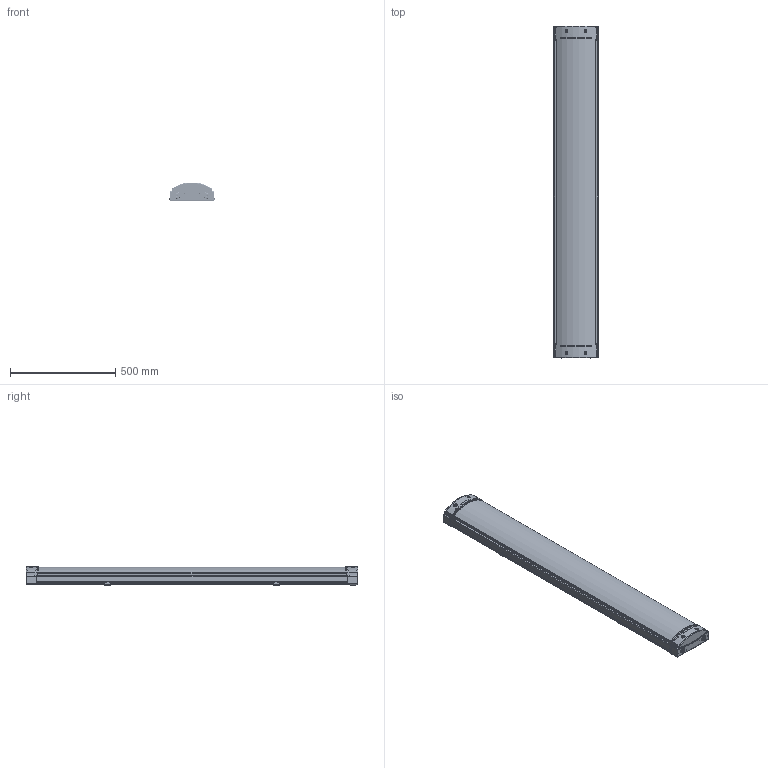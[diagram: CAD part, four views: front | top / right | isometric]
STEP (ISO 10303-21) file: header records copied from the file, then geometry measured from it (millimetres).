
FILE_DESCRIPTION (( 'STEP AP214' ), '1' );
FILE_NAME ('PRACHT_BERNINA_G2_R_1574mm_3D.STEP', '2024-12-04T13:29:13', ( '' ), ( '' ), 'SwSTEP 2.0', 'SolidWorks 2023', '' );
FILE_SCHEMA (( 'AUTOMOTIVE_DESIGN' ));
Length unit declared in the file: millimetre
Products named in the file (22): AL0200_003001_Endgehäuse_0810067_Enddeckel_Profil_2x_offen; M3_Bernina; 000000_002000_0691145_LB-LBW Clip vormontiert; 0701756_Linsensschraube-ähnlich DIN 7985-M5x40-A2-Gewinde abgesetzt; AL0200_000011_Endkappe R; 000000_002001_0850287_Oberteil; 000000_002003_0850287_Unterteil; AL0205_002000_Abdeckung rund konfig_5ft; AL0200_000009_Rohrgehäuse_gestanzt_0702532_1494mm_5ft_3x_gestanzt; 0690004_Würgestopfen PG 13,5 3-fach dichtend; PRACHT_BERNINA_G2_R_1574mm_3D; 0702745_Senkschraube mit PH-DIN 965-M6x16-Gewinde abgesetzt_0702745_Senkschraube_Kreuzschlitz M6x16; 000000_002002_0770203_Gewindeplatte M6; AL0200_000012_Druckdeckel rund_0810072_Endkappe_Abdeckung; AL0200_003000_Baugruppe_Druckdeckelgehäuse_0723653_Endgehäuse_2x_offen; AL0200_000010_Abdeckung rund_0702408_5ft 1467 mm; AL0200_003002_Gewindeeinsatz M5_0700711_Gewindeeinsatz_M5; AL0200_000008_Befestigungsklammer_0691031_Befestigungsklammer_Bernina; AL0200_004000_Druckdeckel rund vormontiert; AL0200_001000_Baugruppe Rohrgehäuse Bernina_5ft_3x_gestanzt; 000000_001000_X_XXL-Deckel; 000000_001001_081X151_XXL-Deckel_0815151_XXL_Deckel_mitPU-Dichtung
Assembly tree (35 placements, depth 5):
  PRACHT_BERNINA_G2_R_1574mm_3D
    AL0200_001000_Baugruppe Rohrgehäuse Bernina_5ft_3x_gestanzt
      AL0200_000009_Rohrgehäuse_gestanzt_0702532_1494mm_5ft_3x_gestanzt
      000000_001000_X_XXL-Deckel  x3
        000000_001001_081X151_XXL-Deckel_0815151_XXL_Deckel_mitPU-Dichtung
        000000_002000_0691145_LB-LBW Clip vormontiert
          000000_002001_0850287_Oberteil
          000000_002003_0850287_Unterteil
          000000_002002_0770203_Gewindeplatte M6
        0702745_Senkschraube mit PH-DIN 965-M6x16-Gewinde abgesetzt_0702745_Senkschraube_Kreuzschlitz M6x16
      AL0200_003000_Baugruppe_Druckdeckelgehäuse_0723653_Endgehäuse_2x_offen  x2
        AL0200_003001_Endgehäuse_0810067_Enddeckel_Profil_2x_offen
        AL0200_003002_Gewindeeinsatz M5_0700711_Gewindeeinsatz_M5
        0690004_Würgestopfen PG 13,5 3-fach dichtend
        M3_Bernina
      AL0200_000008_Befestigungsklammer_0691031_Befestigungsklammer_Bernina  x2
      0690004_Würgestopfen PG 13,5 3-fach dichtend
    0701756_Linsensschraube-ähnlich DIN 7985-M5x40-A2-Gewinde abgesetzt  x4
    AL0205_002000_Abdeckung rund konfig_5ft
      AL0200_000010_Abdeckung rund_0702408_5ft 1467 mm
      AL0200_000011_Endkappe R  x2
    AL0200_004000_Druckdeckel rund vormontiert  x2
      AL0200_000012_Druckdeckel rund_0810072_Endkappe_Abdeckung
Bounding box: 214.57 x 1576.79 x 90.09 mm (x, y, z)
Volume: 3673356.1 mm3; surface area: 3397974.9 mm2
Topology: 55 solids, 55 shells, 6221 faces, 16843 edges, 10766 vertices
Faces by surface type: plane 3491, cylinder 1556, torus 436, cone 410, bspline 264, sphere 64
Entity records: 77069 total; most frequent: CARTESIAN_POINT 24564, ORIENTED_EDGE 11354, DIRECTION 10302, EDGE_CURVE 5677, VERTEX_POINT 3673, AXIS2_PLACEMENT_3D 3439, LINE 3424, VECTOR 3424
